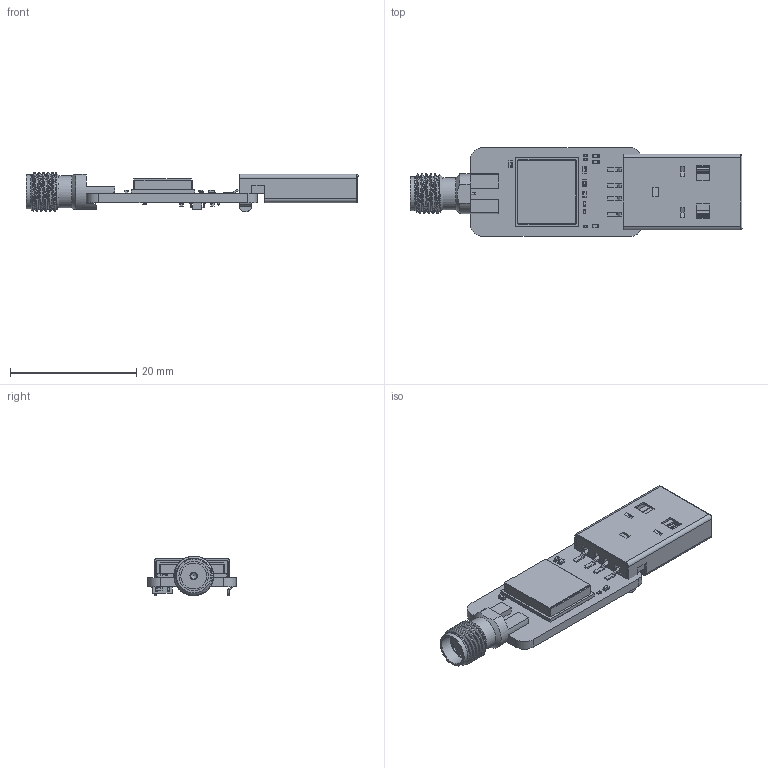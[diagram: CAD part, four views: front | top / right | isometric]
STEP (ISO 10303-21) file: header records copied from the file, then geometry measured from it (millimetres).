
FILE_DESCRIPTION(('Open CASCADE Model'),'2;1');
FILE_NAME('Open CASCADE Shape Model','2024-10-01T21:29:28',('Author'),( 'Open CASCADE'),'Open CASCADE STEP processor 7.5','Open CASCADE 7.5' ,'Unknown');
FILE_SCHEMA(('AUTOMOTIVE_DESIGN { 1 0 10303 214 1 1 1 1 }'));
Length unit declared in the file: millimetre
Products named in the file (221): PCB; Board; Open CASCADE STEP translator 7.5 2.1.1; D2; DIODE_ESDALC6V1-1U2_STM; D3; H1; 142-0761-861; R5; 6680742832; Mid_Body; Terminal; Open CASCADE STEP translator 6.8 27.2.1; Mark; R4; D5; 6623753344; Extruded; 6623753184; 6623753504; D4; 6623753024; H2; USB1061-GF-L-A; USB1061-GF-L-A_PART5; USB1061-GF-L-A_PART4; USB1061-GF-L-A_PART3; USB1061-GF-L-A_PART2; USB1061-GF-L-A_PART1; D6; R7; 6680743552; C4; 6076453184; Open CASCADE STEP translator 6.8 3.1.1; Open CASCADE STEP translator 6.8 3.1.2; Open CASCADE STEP translator 6.8 3.2.1; C6; 6076456304; C7 ...
Assembly tree (391 placements, depth 7):
  PCB
    Board
      Open CASCADE STEP translator 7.5 2.1.1
    D2
      DIODE_ESDALC6V1-1U2_STM
    D3
      DIODE_ESDALC6V1-1U2_STM
    H1
      142-0761-861
    R5
      6680742832
        Mid_Body
        Terminal  x2
          Open CASCADE STEP translator 6.8 27.2.1
        Mark
    R4
      6680742832
        Mid_Body
        Terminal  x2
          Open CASCADE STEP translator 6.8 27.2.1
        Mark
    D5
      6623753344
        Extruded
      6623753184
        Extruded
      6623753504
        Extruded
    D4
      6623753024
        Extruded
      6623753344
        Extruded
      6623753184
        Extruded
    H2
      USB1061-GF-L-A
        USB1061-GF-L-A_PART5
        USB1061-GF-L-A_PART4
        USB1061-GF-L-A_PART3
        USB1061-GF-L-A_PART2
        USB1061-GF-L-A_PART1
    D6
      DIODE_ESDALC6V1-1U2_STM
    R7
      6680743552
        Mid_Body
        Terminal  x2
          Open CASCADE STEP translator 6.8 27.2.1
        Mark
    C4
      6076453184
        Terminal
          Open CASCADE STEP translator 6.8 3.1.1
          Open CASCADE STEP translator 6.8 3.1.2
        Mid_Body
          Open CASCADE STEP translator 6.8 3.2.1
    C6
      6076456304
        Terminal
Bounding box: 52.51 x 14 x 6.28 mm (x, y, z)
Volume: 1604.9 mm3; surface area: 3657.7 mm2
Topology: 289 solids, 290 shells, 2613 faces, 6083 edges, 3669 vertices
Faces by surface type: plane 1613, cylinder 682, sphere 296, cone 11, bspline 11
Full cylindrical faces by diameter (mm): 0.033 x3, 0.381 x1, 0.625 x1, 0.7 x4, 0.991 x1, 1 x2, 1.118 x1, 4.089 x1, 4.674 x1, 5.08 x1, 5.385 x1
Entity records: 47095 total; most frequent: CARTESIAN_POINT 8122, DIRECTION 6789, ORIENTED_EDGE 5843, EDGE_CURVE 2922, AXIS2_PLACEMENT_3D 2320, LINE 2149, VECTOR 2149, VERTEX_POINT 1844
